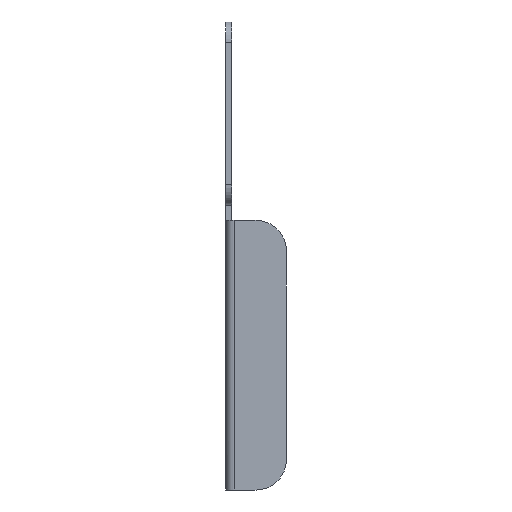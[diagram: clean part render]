
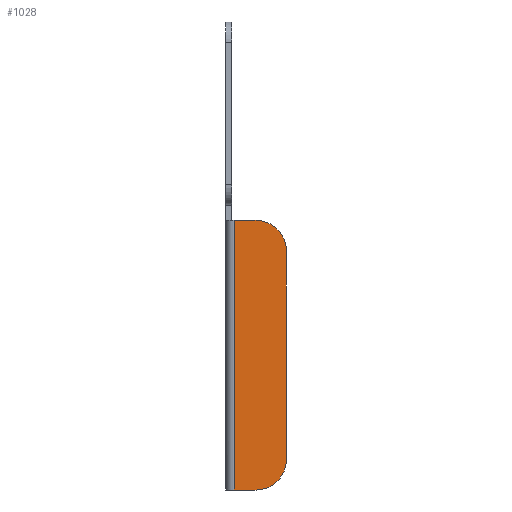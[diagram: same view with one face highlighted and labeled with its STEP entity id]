
A CAD part, left-side view. The second image highlights one B-rep face of the part: STEP entity #1028.
In plain terms, the highlighted planar face has unit normal (-1, 0, 0).
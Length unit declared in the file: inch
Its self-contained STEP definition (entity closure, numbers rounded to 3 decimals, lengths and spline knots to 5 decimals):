
#202=DIRECTION('',(0.,0.,1.));
#203=VECTOR('',#202,3.31181);
#204=CARTESIAN_POINT('',(-1.,-0.10618,0.));
#205=LINE('',#204,#203);
#225=DIRECTION('',(0.,-1.,0.));
#226=VECTOR('',#225,0.26783);
#227=CARTESIAN_POINT('',(-1.,-0.10618,3.31181));
#228=LINE('',#227,#226);
#229=CARTESIAN_POINT('',(-1.,-0.37402,2.9378));
#230=DIRECTION('',(1.,0.,0.));
#231=DIRECTION('',(0.,0.,1.));
#232=AXIS2_PLACEMENT_3D('',#229,#230,#231);
#234=DIRECTION('',(0.,0.,-1.));
#235=VECTOR('',#234,2.56378);
#236=CARTESIAN_POINT('',(-1.,-0.74803,2.9378));
#237=LINE('',#236,#235);
#238=CARTESIAN_POINT('',(-1.,-0.37402,0.37402));
#239=DIRECTION('',(1.,0.,0.));
#240=DIRECTION('',(0.,-1.,0.));
#241=AXIS2_PLACEMENT_3D('',#238,#239,#240);
#243=DIRECTION('',(0.,1.,0.));
#244=VECTOR('',#243,0.26783);
#245=CARTESIAN_POINT('',(-1.,-0.37402,0.));
#246=LINE('',#245,#244);
#645=CARTESIAN_POINT('',(-1.,-0.10618,3.31181));
#646=CARTESIAN_POINT('',(-1.,-0.37402,3.31181));
#647=VERTEX_POINT('',#645);
#648=VERTEX_POINT('',#646);
#649=CARTESIAN_POINT('',(-1.,-0.74803,2.9378));
#650=VERTEX_POINT('',#649);
#651=CARTESIAN_POINT('',(-1.,-0.74803,0.37402));
#652=VERTEX_POINT('',#651);
#653=CARTESIAN_POINT('',(-1.,-0.37402,0.));
#654=VERTEX_POINT('',#653);
#655=CARTESIAN_POINT('',(-1.,-0.10618,0.));
#656=VERTEX_POINT('',#655);
#1010=CARTESIAN_POINT('',(-1.,0.,0.78689));
#1011=DIRECTION('',(1.,0.,0.));
#1012=DIRECTION('',(0.,0.,1.));
#1013=AXIS2_PLACEMENT_3D('',#1010,#1011,#1012);
#1014=PLANE('',#1013);
#1016=ORIENTED_EDGE('',*,*,#1015,.T.);
#1018=ORIENTED_EDGE('',*,*,#1017,.T.);
#1020=ORIENTED_EDGE('',*,*,#1019,.T.);
#1022=ORIENTED_EDGE('',*,*,#1021,.T.);
#1024=ORIENTED_EDGE('',*,*,#1023,.T.);
#1025=ORIENTED_EDGE('',*,*,#999,.T.);
#1026=EDGE_LOOP('',(#1016,#1018,#1020,#1022,#1024,#1025));
#1027=FACE_OUTER_BOUND('',#1026,.F.);
#1028=ADVANCED_FACE('',(#1027),#1014,.F.);
#233=CIRCLE('',#232,0.37402);
#242=CIRCLE('',#241,0.37402);
#999=EDGE_CURVE('',#656,#647,#205,.T.);
#1015=EDGE_CURVE('',#647,#648,#228,.T.);
#1017=EDGE_CURVE('',#648,#650,#233,.T.);
#1019=EDGE_CURVE('',#650,#652,#237,.T.);
#1021=EDGE_CURVE('',#652,#654,#242,.T.);
#1023=EDGE_CURVE('',#654,#656,#246,.T.);
